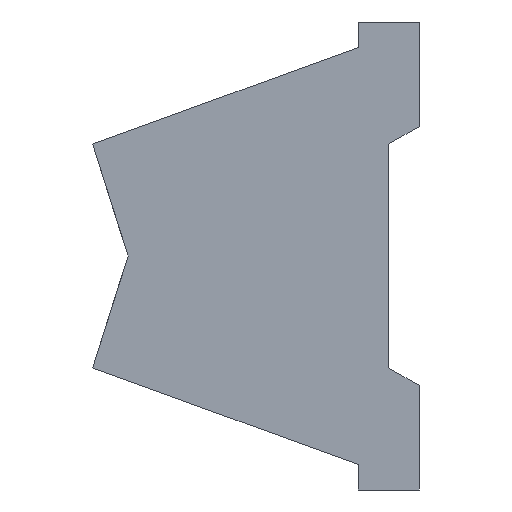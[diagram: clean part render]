
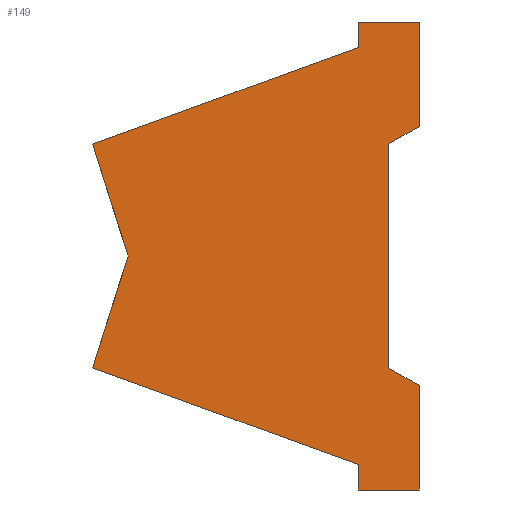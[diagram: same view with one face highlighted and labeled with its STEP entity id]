
A CAD part, left-side view. The second image highlights one B-rep face of the part: STEP entity #149.
In plain terms, the highlighted planar face has unit normal (-1, 0, 0).
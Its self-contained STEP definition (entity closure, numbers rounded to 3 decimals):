
#149 = ADVANCED_FACE( '', ( #299 ), #300, .F. );
#299 = FACE_OUTER_BOUND( '', #449, .T. );
#300 = PLANE( '', #450 );
#449 = EDGE_LOOP( '', ( #1098, #1099, #1100, #1101, #1102, #1103, #1104, #1105, #1106, #1107, #1108, #1109, #1110 ) );
#450 = AXIS2_PLACEMENT_3D( '', #1111, #1112, #1113 );
#1098 = ORIENTED_EDGE( '', *, *, #1332, .F. );
#1099 = ORIENTED_EDGE( '', *, *, #1305, .F. );
#1100 = ORIENTED_EDGE( '', *, *, #1309, .F. );
#1101 = ORIENTED_EDGE( '', *, *, #1312, .F. );
#1102 = ORIENTED_EDGE( '', *, *, #1313, .F. );
#1103 = ORIENTED_EDGE( '', *, *, #1298, .F. );
#1104 = ORIENTED_EDGE( '', *, *, #1316, .F. );
#1105 = ORIENTED_EDGE( '', *, *, #1319, .F. );
#1106 = ORIENTED_EDGE( '', *, *, #1322, .F. );
#1107 = ORIENTED_EDGE( '', *, *, #1325, .F. );
#1108 = ORIENTED_EDGE( '', *, *, #1327, .F. );
#1109 = ORIENTED_EDGE( '', *, *, #1301, .F. );
#1110 = ORIENTED_EDGE( '', *, *, #1330, .F. );
#1111 = CARTESIAN_POINT( '', ( 0., 0., 0. ) );
#1112 = DIRECTION( '', ( 1., 0., 0. ) );
#1113 = DIRECTION( '', ( 0., 0., -1. ) );
#1298 = EDGE_CURVE( '', #1617, #1619, #1620, .T. );
#1301 = EDGE_CURVE( '', #1622, #1624, #1625, .T. );
#1305 = EDGE_CURVE( '', #1630, #1632, #1633, .T. );
#1309 = EDGE_CURVE( '', #1637, #1630, #1639, .T. );
#1312 = EDGE_CURVE( '', #1641, #1637, #1643, .T. );
#1313 = EDGE_CURVE( '', #1619, #1641, #1644, .T. );
#1316 = EDGE_CURVE( '', #1647, #1617, #1649, .T. );
#1319 = EDGE_CURVE( '', #1652, #1647, #1654, .T. );
#1322 = EDGE_CURVE( '', #1657, #1652, #1659, .T. );
#1325 = EDGE_CURVE( '', #1662, #1657, #1664, .T. );
#1327 = EDGE_CURVE( '', #1624, #1662, #1666, .T. );
#1330 = EDGE_CURVE( '', #1669, #1622, #1671, .T. );
#1332 = EDGE_CURVE( '', #1632, #1669, #1673, .T. );
#1617 = VERTEX_POINT( '', #2045 );
#1619 = VERTEX_POINT( '', #2048 );
#1620 = LINE( '', #2049, #2050 );
#1622 = VERTEX_POINT( '', #2053 );
#1624 = VERTEX_POINT( '', #2056 );
#1625 = LINE( '', #2057, #2058 );
#1630 = VERTEX_POINT( '', #2065 );
#1632 = VERTEX_POINT( '', #2068 );
#1633 = LINE( '', #2069, #2070 );
#1637 = VERTEX_POINT( '', #2076 );
#1639 = LINE( '', #2079, #2080 );
#1641 = VERTEX_POINT( '', #2083 );
#1643 = LINE( '', #2086, #2087 );
#1644 = LINE( '', #2088, #2089 );
#1647 = VERTEX_POINT( '', #2093 );
#1649 = LINE( '', #2096, #2097 );
#1652 = VERTEX_POINT( '', #2101 );
#1654 = LINE( '', #2104, #2105 );
#1657 = VERTEX_POINT( '', #2109 );
#1659 = LINE( '', #2112, #2113 );
#1662 = VERTEX_POINT( '', #2117 );
#1664 = LINE( '', #2120, #2121 );
#1666 = LINE( '', #2124, #2125 );
#1669 = VERTEX_POINT( '', #2129 );
#1671 = LINE( '', #2132, #2133 );
#1673 = LINE( '', #2136, #2137 );
#2045 = CARTESIAN_POINT( '', ( 0., 16.045, -5.5 ) );
#2048 = CARTESIAN_POINT( '', ( 0., 14.311, 0. ) );
#2049 = CARTESIAN_POINT( '', ( 0., 16.045, -5.5 ) );
#2050 = VECTOR( '', #2514, 1. );
#2053 = CARTESIAN_POINT( '', ( 0., 1.5, 5.5 ) );
#2056 = CARTESIAN_POINT( '', ( 0., 1.5, -5.5 ) );
#2057 = CARTESIAN_POINT( '', ( 0., 1.5, 5.5 ) );
#2058 = VECTOR( '', #2517, 1. );
#2065 = CARTESIAN_POINT( '', ( 0., 3., 11.5 ) );
#2068 = CARTESIAN_POINT( '', ( 0., 0., 11.5 ) );
#2069 = CARTESIAN_POINT( '', ( 0., 3., 11.5 ) );
#2070 = VECTOR( '', #2521, 1. );
#2076 = CARTESIAN_POINT( '', ( 0., 3., 10.248 ) );
#2079 = CARTESIAN_POINT( '', ( 0., 3., 10.248 ) );
#2080 = VECTOR( '', #2525, 1. );
#2083 = CARTESIAN_POINT( '', ( 0., 16.045, 5.5 ) );
#2086 = CARTESIAN_POINT( '', ( 0., 16.045, 5.5 ) );
#2087 = VECTOR( '', #2528, 1. );
#2088 = CARTESIAN_POINT( '', ( 0., 14.311, 0. ) );
#2089 = VECTOR( '', #2529, 1. );
#2093 = CARTESIAN_POINT( '', ( 0., 3., -10.248 ) );
#2096 = CARTESIAN_POINT( '', ( 0., 3., -10.248 ) );
#2097 = VECTOR( '', #2532, 1. );
#2101 = CARTESIAN_POINT( '', ( 0., 3., -11.5 ) );
#2104 = CARTESIAN_POINT( '', ( 0., 3., -11.5 ) );
#2105 = VECTOR( '', #2535, 1. );
#2109 = CARTESIAN_POINT( '', ( 0., 0., -11.5 ) );
#2112 = CARTESIAN_POINT( '', ( 0., 0., -11.5 ) );
#2113 = VECTOR( '', #2538, 1. );
#2117 = CARTESIAN_POINT( '', ( 0., 0., -6.366 ) );
#2120 = CARTESIAN_POINT( '', ( 0., 0., -6.366 ) );
#2121 = VECTOR( '', #2541, 1. );
#2124 = CARTESIAN_POINT( '', ( 0., 1.5, -5.5 ) );
#2125 = VECTOR( '', #2543, 1. );
#2129 = CARTESIAN_POINT( '', ( 0., 0., 6.366 ) );
#2132 = CARTESIAN_POINT( '', ( 0., 0., 6.366 ) );
#2133 = VECTOR( '', #2546, 1. );
#2136 = CARTESIAN_POINT( '', ( 0., 0., 11.5 ) );
#2137 = VECTOR( '', #2548, 1. );
#2514 = DIRECTION( '', ( 0., -0.301, 0.954 ) );
#2517 = DIRECTION( '', ( 0., 0., -1. ) );
#2521 = DIRECTION( '', ( 0., -1., 0. ) );
#2525 = DIRECTION( '', ( 0., 0., 1. ) );
#2528 = DIRECTION( '', ( 0., -0.94, 0.342 ) );
#2529 = DIRECTION( '', ( 0., 0.301, 0.954 ) );
#2532 = DIRECTION( '', ( 0., 0.94, 0.342 ) );
#2535 = DIRECTION( '', ( 0., 0., 1. ) );
#2538 = DIRECTION( '', ( 0., 1., 0. ) );
#2541 = DIRECTION( '', ( 0., 0., -1. ) );
#2543 = DIRECTION( '', ( 0., -0.866, -0.5 ) );
#2546 = DIRECTION( '', ( 0., 0.866, -0.5 ) );
#2548 = DIRECTION( '', ( 0., 0., -1. ) );
